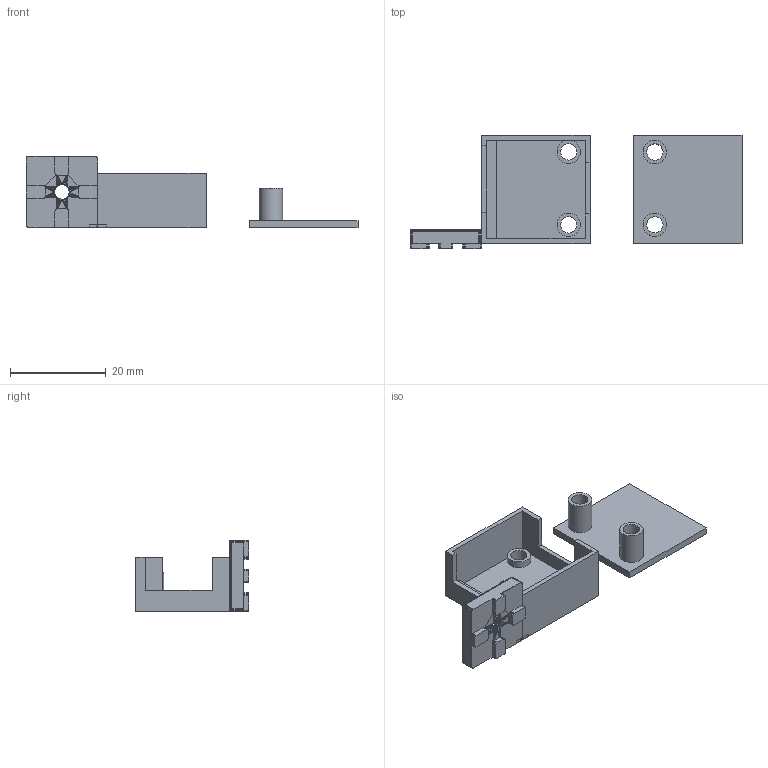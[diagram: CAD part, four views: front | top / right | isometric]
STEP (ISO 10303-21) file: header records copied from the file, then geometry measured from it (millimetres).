
FILE_DESCRIPTION(/* description */ (''),/* implementation_level */ '2;1');
FILE_NAME(/* name */ '1515 Endcap with Endstop Case v14.step',/* time_stamp */ '2024-09-08T19:23:18+02:00',/* author */ (''),/* organization */ (''),/* preprocessor_version */ 'ST-DEVELOPER v20',/* originating_system */ 'Autodesk Translation Framework v13.14.0.145',/* authorisation */ '');
FILE_SCHEMA (('AUTOMOTIVE_DESIGN { 1 0 10303 214 3 1 1 }'));
Length unit declared in the file: millimetre
Products named in the file (2): 1515 Endcap with Endstop Case; 1515 Endcap
Assembly tree (1 placements, depth 2):
  1515 Endcap with Endstop Case
    1515 Endcap
Bounding box: 69.41 x 23.65 x 15.02 mm (x, y, z)
Volume: 3054.7 mm3; surface area: 4848.1 mm2
Topology: 3 solids, 3 shells, 2188 faces, 3679 edges, 1499 vertices
Faces by surface type: plane 2179, cylinder 9
Full cylindrical faces by diameter (mm): 3.4 x4, 4.9 x3
Entity records: 46373 total; most frequent: DIRECTION 8080, CARTESIAN_POINT 7370, ORIENTED_EDGE 7360, EDGE_CURVE 3680, LINE 3662, VECTOR 3662, AXIS2_PLACEMENT_3D 2209, EDGE_LOOP 2200
